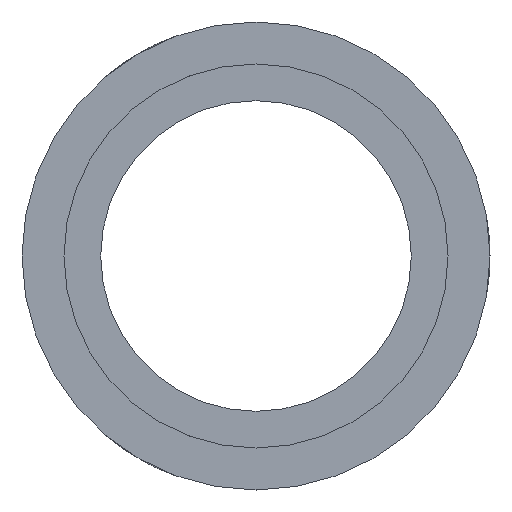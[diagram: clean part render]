
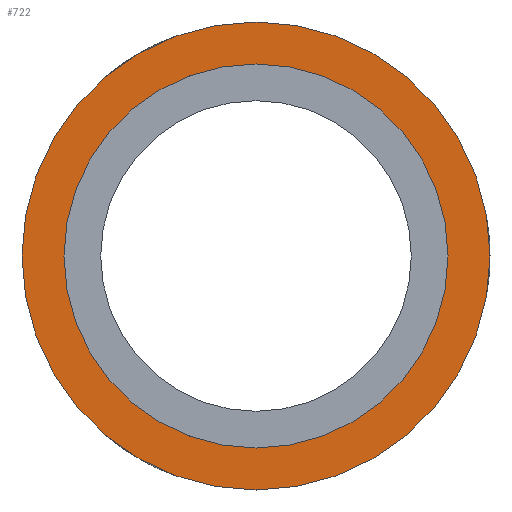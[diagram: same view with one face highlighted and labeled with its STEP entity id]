
A CAD part, front view. The second image highlights one B-rep face of the part: STEP entity #722.
In plain terms, the highlighted planar face has unit normal (0, -1, 0).
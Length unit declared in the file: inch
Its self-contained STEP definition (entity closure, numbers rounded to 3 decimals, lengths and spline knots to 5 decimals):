
#679=CARTESIAN_POINT('',(-0.6565,0.,0.0));
#680=VERTEX_POINT('',#679);
#681=CARTESIAN_POINT('',(0.0,0.,0.0));
#682=DIRECTION('',(0.0,1.0,0.0));
#683=DIRECTION('',(-1.0,0.0,0.0));
#684=AXIS2_PLACEMENT_3D('',#681,#682,#683);
#685=CIRCLE('',#684,0.6565);
#686=EDGE_CURVE('',#680,#680,#685,.T.);
#703=CARTESIAN_POINT('',(-0.72825,0.,0.0));
#704=DIRECTION('',(0.0,-1.0,0.0));
#705=DIRECTION('',(0.0,0.0,-1.0));
#706=AXIS2_PLACEMENT_3D('',#703,#704,#705);
#707=PLANE('',#706);
#708=CARTESIAN_POINT('',(-0.8,0.,0.0));
#709=VERTEX_POINT('',#708);
#710=CARTESIAN_POINT('',(0.0,0.,0.0));
#711=DIRECTION('',(0.0,1.0,0.0));
#712=DIRECTION('',(-1.0,0.0,0.0));
#713=AXIS2_PLACEMENT_3D('',#710,#711,#712);
#714=CIRCLE('',#713,0.8);
#715=EDGE_CURVE('',#709,#709,#714,.T.);
#716=ORIENTED_EDGE('',*,*,#715,.F.);
#717=EDGE_LOOP('',(#716));
#718=FACE_OUTER_BOUND('',#717,.T.);
#719=ORIENTED_EDGE('',*,*,#686,.T.);
#720=EDGE_LOOP('',(#719));
#721=FACE_BOUND('',#720,.T.);
#722=ADVANCED_FACE('',(#718,#721),#707,.T.);
